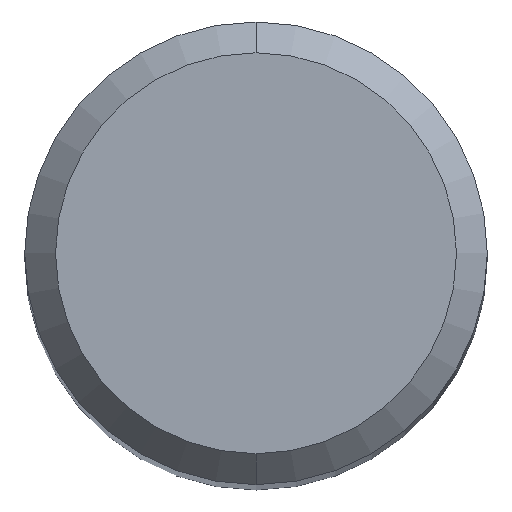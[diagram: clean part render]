
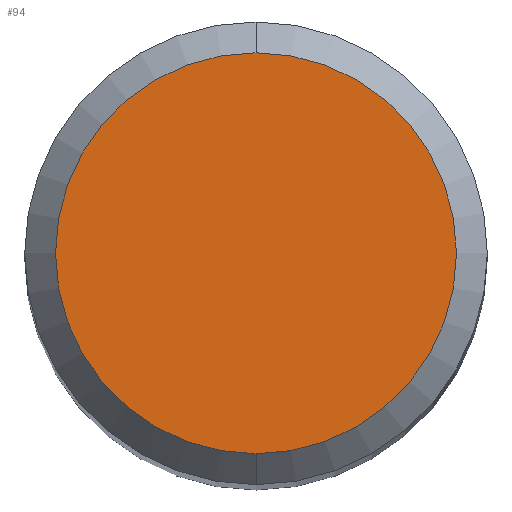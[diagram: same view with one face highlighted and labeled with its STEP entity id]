
A CAD part, top view. The second image highlights one B-rep face of the part: STEP entity #94.
In plain terms, the highlighted planar face has unit normal (0, 0, 1).
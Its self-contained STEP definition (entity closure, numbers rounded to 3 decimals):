
#90=VERTEX_POINT('',#218);
#94=ADVANCED_FACE('',(#223),#224,.T.);
#146=EDGE_CURVE('',#188,#90,#280,.T.);
#156=EDGE_CURVE('',#90,#188,#292,.T.);
#188=VERTEX_POINT('',#328);
#218=CARTESIAN_POINT('',(0.,-2.6,0.0));
#223=FACE_OUTER_BOUND('',#355,.T.);
#224=PLANE('',#356);
#280=CIRCLE('',#428,2.6);
#292=CIRCLE('',#443,2.6);
#328=CARTESIAN_POINT('',(0.0,2.6,0.0));
#355=EDGE_LOOP('',(#516,#517));
#356=AXIS2_PLACEMENT_3D('',#518,#519,#520);
#428=AXIS2_PLACEMENT_3D('',#584,#585,#586);
#443=AXIS2_PLACEMENT_3D('',#602,#603,#604);
#516=ORIENTED_EDGE('',*,*,#146,.F.);
#517=ORIENTED_EDGE('',*,*,#156,.F.);
#518=CARTESIAN_POINT('',(0.0,1.3,0.0));
#519=DIRECTION('',(-0.0,0.0,1.0));
#520=DIRECTION('',(0.0,-1.0,0.0));
#584=CARTESIAN_POINT('',(0.0,0.0,0.0));
#585=DIRECTION('',(0.0,0.0,-1.0));
#586=DIRECTION('',(0.0,1.0,0.0));
#602=CARTESIAN_POINT('',(0.0,0.0,0.0));
#603=DIRECTION('',(0.0,0.0,-1.0));
#604=DIRECTION('',(0.0,1.0,0.0));
